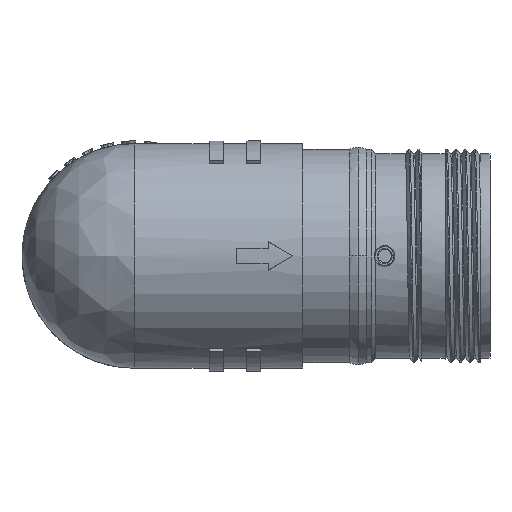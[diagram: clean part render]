
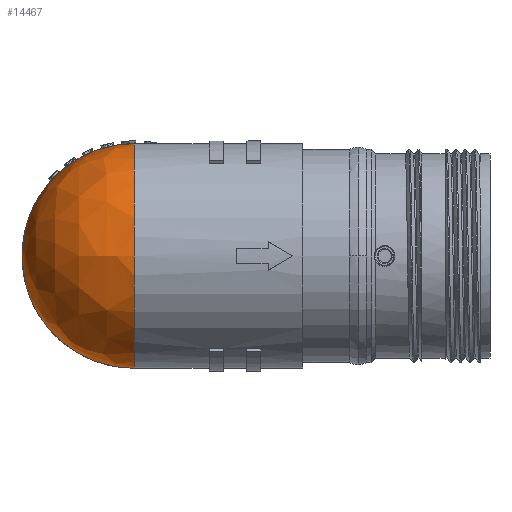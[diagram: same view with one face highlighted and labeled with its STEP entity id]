
A CAD part, left-side view. The second image highlights one B-rep face of the part: STEP entity #14467.
In plain terms, the highlighted free-form (B-spline) face has degree [3, 3] with [4, 4] control points.
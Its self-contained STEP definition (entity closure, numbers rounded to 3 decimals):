
#596 = FACE_OUTER_BOUND ( 'NONE', #3822, .T. ) ;
#880 = CARTESIAN_POINT ( 'NONE',  ( -26.111, 19.467, 11.998 ) ) ;
#923 = CIRCLE ( 'NONE', #21694, 12. ) ;
#2068 = EDGE_CURVE ( 'NONE', #12439, #5411, #923, .T. ) ;
#2941 = ORIENTED_EDGE ( 'NONE', *, *, #6772, .F. ) ;
#3101 = CARTESIAN_POINT ( 'NONE',  ( -26.111, 24.437, -0.002 ) ) ;
#3114 =( BOUNDED_SURFACE ( )  B_SPLINE_SURFACE ( 3, 3, ( 
 ( #3101, #23510, #5419, #21461 ),
 ( #7756, #23693, #10078, #25987 ),
 ( #12386, #28256, #14700, #880 ),
 ( #17021, #3201, #19328, #5526 ) ),
 .UNSPECIFIED., .F., .F., .T. ) 
 B_SPLINE_SURFACE_WITH_KNOTS ( ( 4, 4 ),
 ( 4, 4 ),
 ( 0., 1. ),
 ( 0., 1. ),
 .UNSPECIFIED. ) 
 GEOMETRIC_REPRESENTATION_ITEM ( )  RATIONAL_B_SPLINE_SURFACE ( (
 ( 1., 0.333, 0.333, 1.),
 ( 0.805, 0.268, 0.268, 0.805),
 ( 0.805, 0.268, 0.268, 0.805),
 ( 1., 0.333, 0.333, 1.) ) ) 
 REPRESENTATION_ITEM ( '' )  SURFACE ( )  );
#3201 = CARTESIAN_POINT ( 'NONE',  ( -50.111, 12.437, -12.002 ) ) ;
#3410 = ORIENTED_EDGE ( 'NONE', *, *, #25413, .T. ) ;
#3822 = EDGE_LOOP ( 'NONE', ( #3410, #2941, #27529 ) ) ;
#3956 = CARTESIAN_POINT ( 'NONE',  ( -26.111, 12.437, 11.998 ) ) ;
#5411 = VERTEX_POINT ( 'NONE', #20098 ) ;
#5419 = CARTESIAN_POINT ( 'NONE',  ( -26.111, 24.437, -0.002 ) ) ;
#5526 = CARTESIAN_POINT ( 'NONE',  ( -26.111, 12.437, 11.998 ) ) ;
#6772 = EDGE_CURVE ( 'NONE', #12439, #10256, #18529, .T. ) ;
#7756 = CARTESIAN_POINT ( 'NONE',  ( -26.111, 24.437, -7.032 ) ) ;
#9934 = CARTESIAN_POINT ( 'NONE',  ( -26.111, 12.437, -12.002 ) ) ;
#10078 = CARTESIAN_POINT ( 'NONE',  ( -40.17, 24.437, 7.027 ) ) ;
#10256 = VERTEX_POINT ( 'NONE', #9934 ) ;
#10605 = CARTESIAN_POINT ( 'NONE',  ( -26.111, 12.437, -0.002 ) ) ;
#11047 = CARTESIAN_POINT ( 'NONE',  ( -26.111, 12.437, -0.002 ) ) ;
#12386 = CARTESIAN_POINT ( 'NONE',  ( -26.111, 19.467, -12.002 ) ) ;
#12439 = VERTEX_POINT ( 'NONE', #3956 ) ;
#12547 = AXIS2_PLACEMENT_3D ( 'NONE', #11047, #26940, #13354 ) ;
#12919 = DIRECTION ( 'NONE',  ( 0., 0., -1. ) ) ;
#13354 = DIRECTION ( 'NONE',  ( 0., 1., 0. ) ) ;
#14207 = CIRCLE ( 'NONE', #12547, 12. ) ;
#14467 = ADVANCED_FACE ( 'NONE', ( #596 ), #3114, .T. ) ;
#14700 = CARTESIAN_POINT ( 'NONE',  ( -50.111, 19.467, 11.998 ) ) ;
#15568 = DIRECTION ( 'NONE',  ( 0., 1., 0. ) ) ;
#15601 = CARTESIAN_POINT ( 'NONE',  ( -26.111, 12.437, -0.002 ) ) ;
#17021 = CARTESIAN_POINT ( 'NONE',  ( -26.111, 12.437, -12.002 ) ) ;
#17273 = DIRECTION ( 'NONE',  ( -1., 0., 0. ) ) ;
#18529 = CIRCLE ( 'NONE', #21084, 12. ) ;
#19328 = CARTESIAN_POINT ( 'NONE',  ( -50.111, 12.437, 11.998 ) ) ;
#20098 = CARTESIAN_POINT ( 'NONE',  ( -26.111, 24.437, -0.002 ) ) ;
#21084 = AXIS2_PLACEMENT_3D ( 'NONE', #10605, #26507, #12919 ) ;
#21461 = CARTESIAN_POINT ( 'NONE',  ( -26.111, 24.437, -0.002 ) ) ;
#21694 = AXIS2_PLACEMENT_3D ( 'NONE', #15601, #17273, #15568 ) ;
#23510 = CARTESIAN_POINT ( 'NONE',  ( -26.111, 24.437, -0.002 ) ) ;
#23693 = CARTESIAN_POINT ( 'NONE',  ( -40.17, 24.437, -7.032 ) ) ;
#25413 = EDGE_CURVE ( 'NONE', #5411, #10256, #14207, .T. ) ;
#25987 = CARTESIAN_POINT ( 'NONE',  ( -26.111, 24.437, 7.027 ) ) ;
#26507 = DIRECTION ( 'NONE',  ( 0., -1., 0. ) ) ;
#26940 = DIRECTION ( 'NONE',  ( -1., 0., 0. ) ) ;
#27529 = ORIENTED_EDGE ( 'NONE', *, *, #2068, .T. ) ;
#28256 = CARTESIAN_POINT ( 'NONE',  ( -50.111, 19.467, -12.002 ) ) ;
